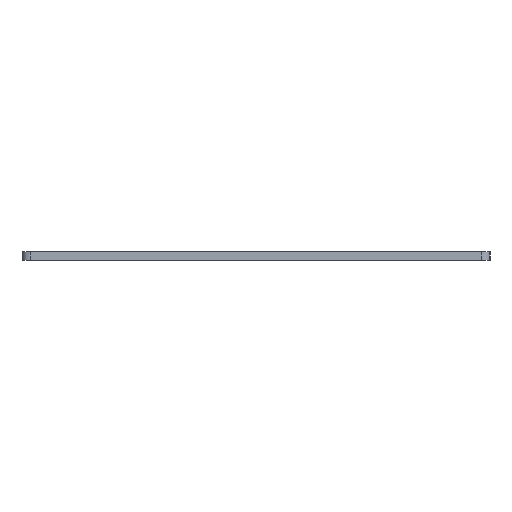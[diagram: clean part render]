
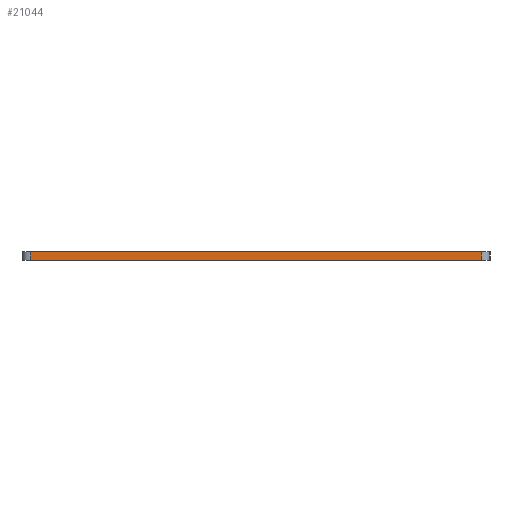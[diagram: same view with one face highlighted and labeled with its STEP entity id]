
A CAD part, left-side view. The second image highlights one B-rep face of the part: STEP entity #21044.
In plain terms, the highlighted planar face has unit normal (-1, 0, 0).
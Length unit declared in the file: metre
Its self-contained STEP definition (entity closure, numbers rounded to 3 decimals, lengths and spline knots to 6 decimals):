
#3784=ORIENTED_EDGE('',*,*,#8858,.F.);
#3785=ORIENTED_EDGE('',*,*,#8859,.T.);
#3786=ORIENTED_EDGE('',*,*,#8860,.T.);
#3787=ORIENTED_EDGE('',*,*,#8861,.T.);
#8858=EDGE_CURVE('',#10952,#10953,#13830,.T.);
#8859=EDGE_CURVE('',#10952,#10954,#13831,.F.);
#8860=EDGE_CURVE('',#10954,#10955,#13832,.T.);
#8861=EDGE_CURVE('',#10955,#10953,#13833,.T.);
#10952=VERTEX_POINT('',#32896);
#10953=VERTEX_POINT('',#32897);
#10954=VERTEX_POINT('',#32899);
#10955=VERTEX_POINT('',#32901);
#13830=LINE('',#32895,#16786);
#13831=LINE('',#32898,#16787);
#13832=LINE('',#32900,#16788);
#13833=LINE('',#32902,#16789);
#16786=VECTOR('',#26865,1.);
#16787=VECTOR('',#26866,1.);
#16788=VECTOR('',#26867,1.);
#16789=VECTOR('',#26868,1.);
#17826=EDGE_LOOP('',(#3784,#3785,#3786,#3787));
#18942=FACE_BOUND('',#17826,.T.);
#20058=PLANE('',#22055);
#21044=ADVANCED_FACE('',(#18942),#20058,.T.);
#22055=AXIS2_PLACEMENT_3D('',#32894,#26863,#26864);
#26863=DIRECTION('',(-1.,0.,0.));
#26864=DIRECTION('',(0.,0.,1.));
#26865=DIRECTION('',(0.,1.,0.));
#26866=DIRECTION('',(0.,0.,-1.));
#26867=DIRECTION('',(0.,1.,0.));
#26868=DIRECTION('',(0.,0.,-1.));
#32894=CARTESIAN_POINT('',(-0.1198,0.,0.0015));
#32895=CARTESIAN_POINT('',(-0.1198,0.,0.));
#32896=CARTESIAN_POINT('',(-0.1198,-0.0416,0.));
#32897=CARTESIAN_POINT('',(-0.1198,0.0416,0.));
#32898=CARTESIAN_POINT('',(-0.1198,-0.0416,0.0015));
#32899=CARTESIAN_POINT('',(-0.1198,-0.0416,0.0015));
#32900=CARTESIAN_POINT('',(-0.1198,0.,0.0015));
#32901=CARTESIAN_POINT('',(-0.1198,0.0416,0.0015));
#32902=CARTESIAN_POINT('',(-0.1198,0.0416,0.0015));
